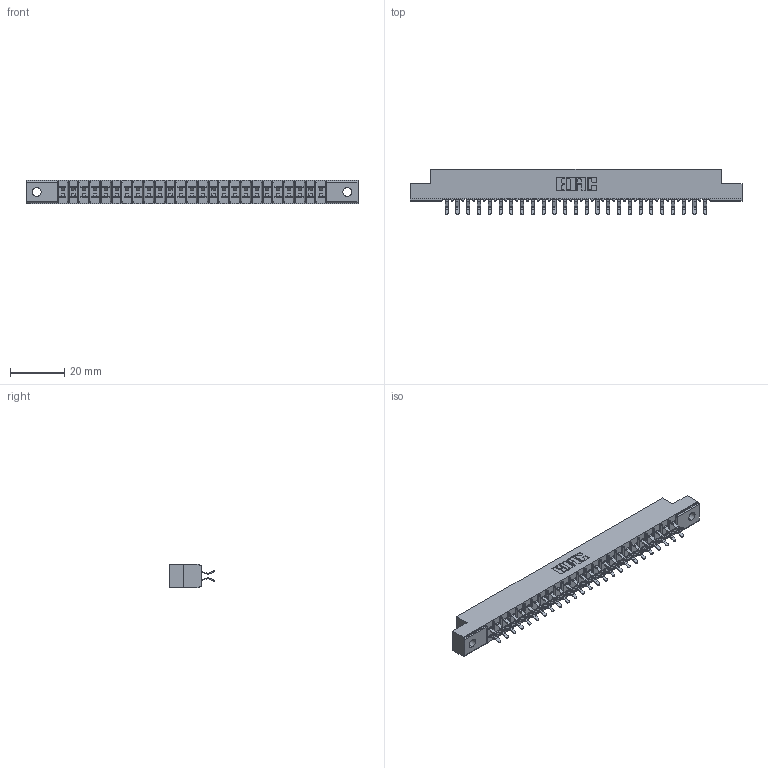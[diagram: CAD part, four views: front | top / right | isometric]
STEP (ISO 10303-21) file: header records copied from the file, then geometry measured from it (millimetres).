
FILE_DESCRIPTION (( 'STEP AP203' ), '1' );
FILE_NAME ('315-050-556-202.STEP', '2019-09-10T18:47:10', ( '' ), ( '' ), 'SwSTEP 2.0', 'SolidWorks 2016', '' );
FILE_SCHEMA (( 'CONFIG_CONTROL_DESIGN' ));
Length unit declared in the file: inch
Products named in the file (3): 315-050-556-202; 305-290-001_556; 305 Part_.128 Dia
Assembly tree (51 placements, depth 2):
  315-050-556-202
    305 Part_.128 Dia
    305-290-001_556  x50
Bounding box: 122.07 x 16.64 x 8.71 mm (x, y, z)
Volume: 7611.2 mm3; surface area: 14305.3 mm2
Topology: 51 solids, 51 shells, 2916 faces, 8391 edges, 5458 vertices
Faces by surface type: plane 1618, cylinder 1198, sphere 100
Entity records: 29362 total; most frequent: CARTESIAN_POINT 4861, ORIENTED_EDGE 4822, DIRECTION 4719, EDGE_CURVE 2411, LINE 1927, VECTOR 1927, VERTEX_POINT 1538, AXIS2_PLACEMENT_3D 1396
